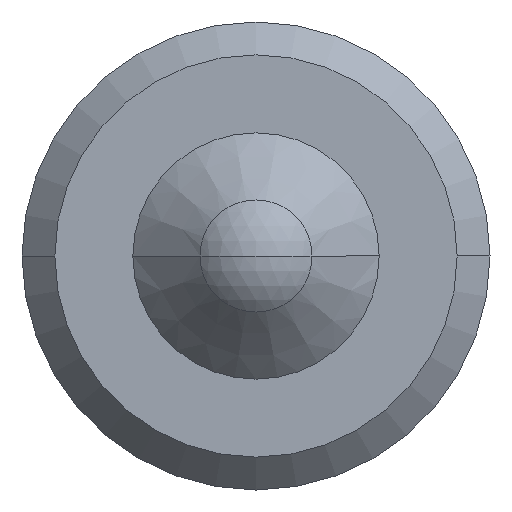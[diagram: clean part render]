
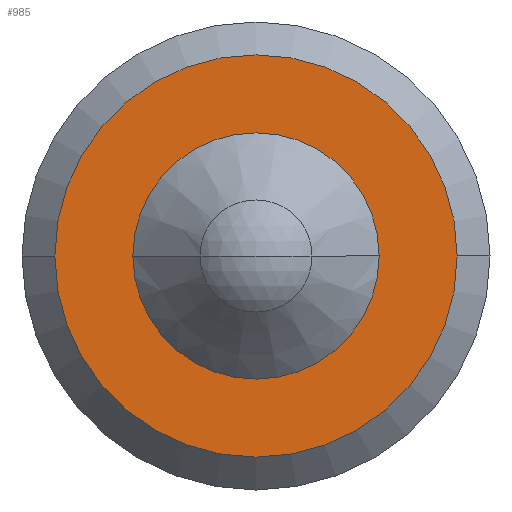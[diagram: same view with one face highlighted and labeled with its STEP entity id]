
A CAD part, front view. The second image highlights one B-rep face of the part: STEP entity #985.
In plain terms, the highlighted planar face has unit normal (0, -1, 0).
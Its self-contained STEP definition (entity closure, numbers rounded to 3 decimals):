
#29 = CARTESIAN_POINT ( 'NONE',  ( 2.45, 4.075, 0. ) ) ;
#34 = CARTESIAN_POINT ( 'NONE',  ( -1.45, 4.075, 0. ) ) ;
#36 = CARTESIAN_POINT ( 'NONE',  ( 1.45, 4.075, 0. ) ) ;
#55 = CARTESIAN_POINT ( 'NONE',  ( -2.45, 4.075, 0. ) ) ;
#75 = CARTESIAN_POINT ( 'NONE',  ( 0., 4.075, 0. ) ) ;
#87 = DIRECTION ( 'NONE',  ( -1., 0., 0. ) ) ;
#104 = DIRECTION ( 'NONE',  ( 0., 1., 0. ) ) ;
#108 = DIRECTION ( 'NONE',  ( 0., -1., 0. ) ) ;
#113 = DIRECTION ( 'NONE',  ( -1., 0., 0. ) ) ;
#122 = CARTESIAN_POINT ( 'NONE',  ( 0., 4.075, 0. ) ) ;
#257 = CARTESIAN_POINT ( 'NONE',  ( 0., 4.075, 0. ) ) ;
#258 = DIRECTION ( 'NONE',  ( 0., -1., 0. ) ) ;
#271 = DIRECTION ( 'NONE',  ( -1., 0., 0. ) ) ;
#302 = PLANE ( 'NONE',  #803 ) ;
#310 = DIRECTION ( 'NONE',  ( -1., 0., 0. ) ) ;
#316 = CARTESIAN_POINT ( 'NONE',  ( 2.85, 4.075, 0. ) ) ;
#336 = DIRECTION ( 'NONE',  ( 0., 1., 0. ) ) ;
#341 = FACE_OUTER_BOUND ( 'NONE', #493, .T. ) ;
#345 = FACE_BOUND ( 'NONE', #439, .T. ) ;
#350 = DIRECTION ( 'NONE',  ( -1., 0., 0. ) ) ;
#369 = CARTESIAN_POINT ( 'NONE',  ( 0., 4.075, 0. ) ) ;
#374 = DIRECTION ( 'NONE',  ( 0., 1., 0. ) ) ;
#439 = EDGE_LOOP ( 'NONE', ( #525, #510 ) ) ;
#493 = EDGE_LOOP ( 'NONE', ( #545, #499 ) ) ;
#499 = ORIENTED_EDGE ( 'NONE', *, *, #849, .T. ) ;
#510 = ORIENTED_EDGE ( 'NONE', *, *, #836, .T. ) ;
#525 = ORIENTED_EDGE ( 'NONE', *, *, #996, .T. ) ;
#545 = ORIENTED_EDGE ( 'NONE', *, *, #980, .T. ) ;
#602 = VERTEX_POINT ( 'NONE', #55 ) ;
#606 = VERTEX_POINT ( 'NONE', #36 ) ;
#609 = VERTEX_POINT ( 'NONE', #34 ) ;
#624 = VERTEX_POINT ( 'NONE', #29 ) ;
#736 = AXIS2_PLACEMENT_3D ( 'NONE', #369, #374, #350 ) ;
#774 = CIRCLE ( 'NONE', #799, 2.45 ) ;
#799 = AXIS2_PLACEMENT_3D ( 'NONE', #257, #258, #271 ) ;
#803 = AXIS2_PLACEMENT_3D ( 'NONE', #316, #336, #310 ) ;
#830 = CIRCLE ( 'NONE', #736, 1.45 ) ;
#836 = EDGE_CURVE ( 'NONE', #606, #609, #899, .T. ) ;
#849 = EDGE_CURVE ( 'NONE', #624, #602, #898, .T. ) ;
#898 = CIRCLE ( 'NONE', #902, 2.45 ) ;
#899 = CIRCLE ( 'NONE', #922, 1.45 ) ;
#902 = AXIS2_PLACEMENT_3D ( 'NONE', #122, #108, #113 ) ;
#922 = AXIS2_PLACEMENT_3D ( 'NONE', #75, #104, #87 ) ;
#980 = EDGE_CURVE ( 'NONE', #602, #624, #774, .T. ) ;
#985 = ADVANCED_FACE ( 'NONE', ( #341, #345 ), #302, .F. ) ;
#996 = EDGE_CURVE ( 'NONE', #609, #606, #830, .T. ) ;
